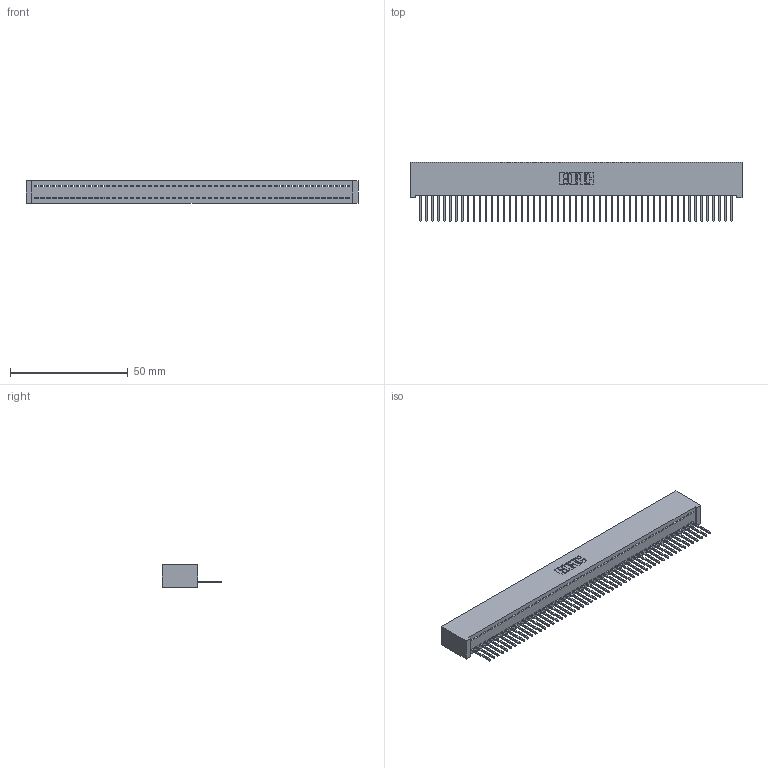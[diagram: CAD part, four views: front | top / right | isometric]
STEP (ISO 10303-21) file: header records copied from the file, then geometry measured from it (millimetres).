
FILE_DESCRIPTION (( 'STEP AP203' ), '1' );
FILE_NAME ('392-053-523-101.STEP', '2018-08-17T07:04:11', ( '' ), ( '' ), 'SwSTEP 2.0', 'SolidWorks 2016', '' );
FILE_SCHEMA (( 'CONFIG_CONTROL_DESIGN' ));
Length unit declared in the file: inch
Products named in the file (3): 392-053-523-101; 342 Part_Lugless; 345-292-001_345-293-123
Assembly tree (54 placements, depth 2):
  392-053-523-101
    342 Part_Lugless
    345-292-001_345-293-123  x53
Bounding box: 140.87 x 25.15 x 9.4 mm (x, y, z)
Volume: 12780.3 mm3; surface area: 19346.5 mm2
Topology: 54 solids, 54 shells, 3176 faces, 9603 edges, 6330 vertices
Faces by surface type: plane 2288, cylinder 888
Entity records: 30587 total; most frequent: CARTESIAN_POINT 5281, ORIENTED_EDGE 5270, DIRECTION 4425, EDGE_CURVE 2635, VECTOR 2515, LINE 2515, VERTEX_POINT 1754, AXIS2_PLACEMENT_3D 955
